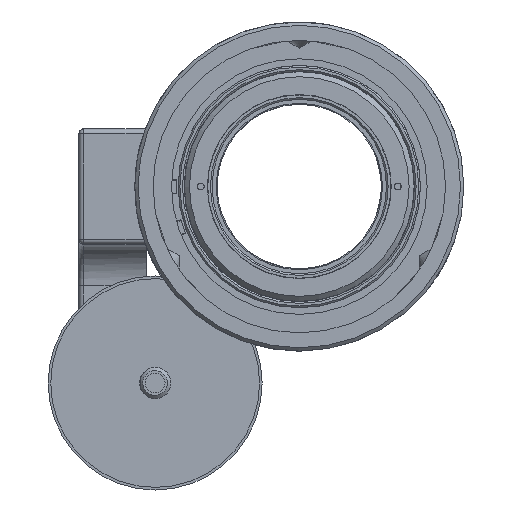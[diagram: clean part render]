
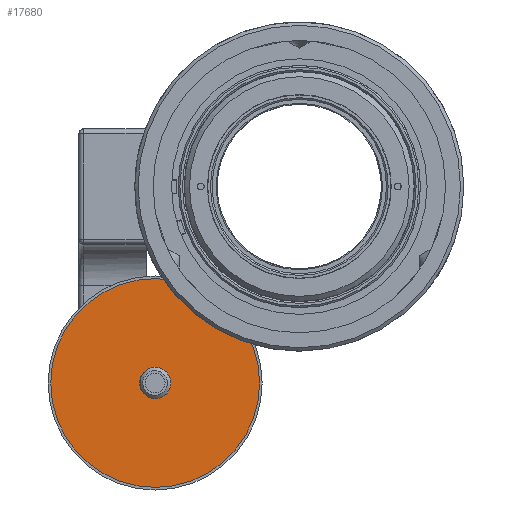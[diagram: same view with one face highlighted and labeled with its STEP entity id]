
A CAD part, left-side view. The second image highlights one B-rep face of the part: STEP entity #17680.
In plain terms, the highlighted planar face has unit normal (-1, 0, 0).
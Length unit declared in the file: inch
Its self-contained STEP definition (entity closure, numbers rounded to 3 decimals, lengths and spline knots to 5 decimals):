
#953=FACE_BOUND('',#3928,.T.);
#1499=PLANE('',#19183);
#2500=FACE_OUTER_BOUND('',#3927,.T.);
#3927=EDGE_LOOP('',(#15172));
#3928=EDGE_LOOP('',(#15173));
#7206=CIRCLE('',#19178,0.09365);
#7210=CIRCLE('',#19184,0.625);
#8727=VERTEX_POINT('',#32056);
#8731=VERTEX_POINT('',#32066);
#10893=EDGE_CURVE('',#8727,#8727,#7206,.T.);
#10897=EDGE_CURVE('',#8731,#8731,#7210,.T.);
#15172=ORIENTED_EDGE('',*,*,#10897,.F.);
#15173=ORIENTED_EDGE('',*,*,#10893,.T.);
#17680=ADVANCED_FACE('',(#2500,#953),#1499,.T.);
#19178=AXIS2_PLACEMENT_3D('',#32057,#23322,#23323);
#19183=AXIS2_PLACEMENT_3D('',#32065,#23332,#23333);
#19184=AXIS2_PLACEMENT_3D('',#32067,#23334,#23335);
#23322=DIRECTION('center_axis',(1.,0.,0.));
#23323=DIRECTION('ref_axis',(0.,-1.,0.));
#23332=DIRECTION('center_axis',(-1.,0.,0.));
#23333=DIRECTION('ref_axis',(0.,1.,0.));
#23334=DIRECTION('center_axis',(1.,0.,0.));
#23335=DIRECTION('ref_axis',(0.,-1.,0.));
#32056=CARTESIAN_POINT('',(3.81921,0.86284,-1.26951));
#32057=CARTESIAN_POINT('Origin',(3.81921,0.86284,-1.17586));
#32065=CARTESIAN_POINT('Origin',(3.81921,0.86284,-1.80086));
#32066=CARTESIAN_POINT('',(3.81921,0.86284,-1.80086));
#32067=CARTESIAN_POINT('Origin',(3.81921,0.86284,-1.17586));
